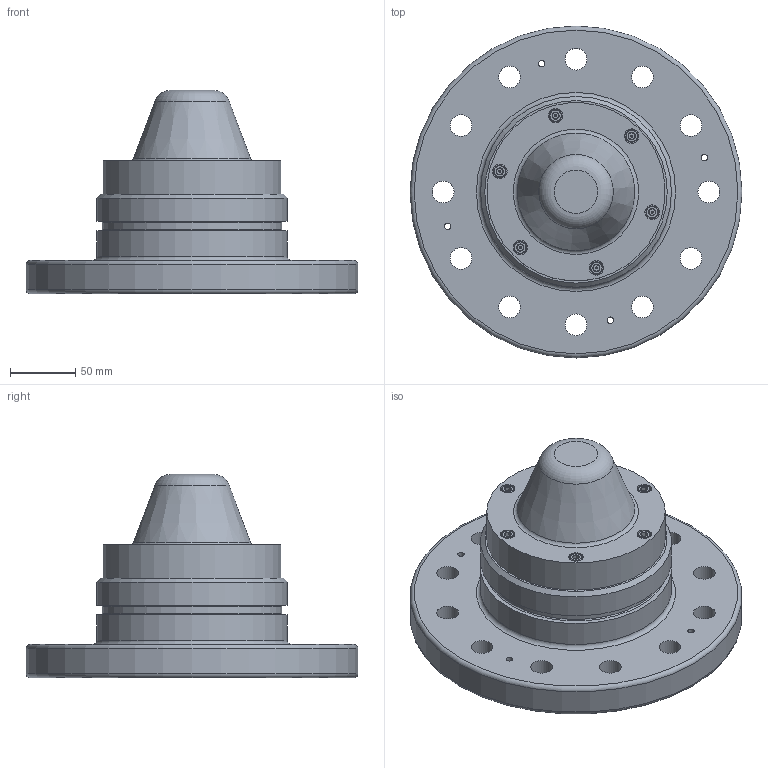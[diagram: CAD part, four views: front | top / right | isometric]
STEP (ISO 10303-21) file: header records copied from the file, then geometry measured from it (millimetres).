
FILE_DESCRIPTION(/* description */ (''),/* implementation_level */ '2;1');
FILE_NAME(/* name */ 'Beam Exit Flange Assembly.stp',/* time_stamp */ '2018-01-30T15:42:52-06:00',/* author */ ('digiovine'),/* organization */ (''),/* preprocessor_version */ 'ST-DEVELOPER v16.5',/* originating_system */ 'Autodesk Inventor 2017',/* authorisation */ '');
FILE_SCHEMA (('AUTOMOTIVE_DESIGN { 1 0 10303 214 3 1 1 }'));
Length unit declared in the file: inch
Products named in the file (5): Beam Exit Flange Assembly; Plug Flange Beam Port MOD; Internal Coll and Port Exit; ORING 2-153; 93235A544
Assembly tree (10 placements, depth 2):
  Beam Exit Flange Assembly
    Plug Flange Beam Port MOD
    Internal Coll and Port Exit
    ORING 2-153  x2
    93235A544  x6
Bounding box: 254 x 254 x 155.57 mm (x, y, z)
Volume: 2359771.8 mm3; surface area: 270714.8 mm2
Topology: 10 solids, 10 shells, 238 faces, 501 edges, 307 vertices
Faces by surface type: plane 80, cylinder 69, cone 65, torus 12, bspline 12
Full cylindrical faces by diameter (mm): 1.575 x6, 4.978 x10, 6.756 x6, 9.525 x6, 11.125 x6, 16.662 x12, 89.535 x2, 93.599 x3, 93.65 x1, 136.525 x1, 137.338 x1, 145.974 x2, 254 x1
Entity records: 7432 total; most frequent: CARTESIAN_POINT 5030, DIRECTION 514, ORIENTED_EDGE 304, AXIS2_PLACEMENT_3D 251, EDGE_LOOP 249, EDGE_CURVE 152, FACE_BOUND 137, VERTEX_POINT 135
